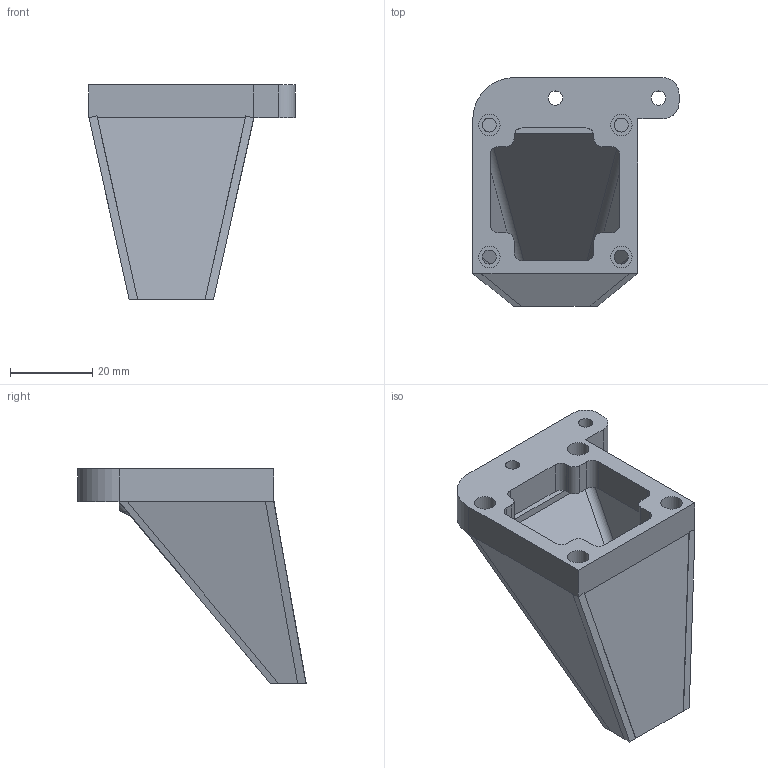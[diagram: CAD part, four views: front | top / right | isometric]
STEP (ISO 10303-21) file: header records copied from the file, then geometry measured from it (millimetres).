
FILE_DESCRIPTION(('FreeCAD Model'),'2;1');
FILE_NAME('TAZ_fan_mount_prototype-0.51.step', '2020-08-13T04:34:24',('Author'),(''), 'Open CASCADE STEP processor 7.3','FreeCAD','Unknown');
FILE_SCHEMA(('AUTOMOTIVE_DESIGN { 1 0 10303 214 1 1 1 1 }'));
Length unit declared in the file: millimetre
Products named in the file (1): Fillet005
Bounding box: 50 x 55.4 x 52 mm (x, y, z)
Volume: 17035.6 mm3; surface area: 14453.6 mm2
Topology: 1 solids, 1 shells, 90 faces, 267 edges, 181 vertices
Faces by surface type: plane 56, cylinder 34
Full cylindrical faces by diameter (mm): 3.4 x4, 3.5 x2, 5.2 x4
Entity records: 6701 total; most frequent: CARTESIAN_POINT 1625, DIRECTION 881, ORIENTED_EDGE 534, PCURVE 534, DEFINITIONAL_REPRESENTATION 534, LINE 495, VECTOR 495, EDGE_CURVE 267
